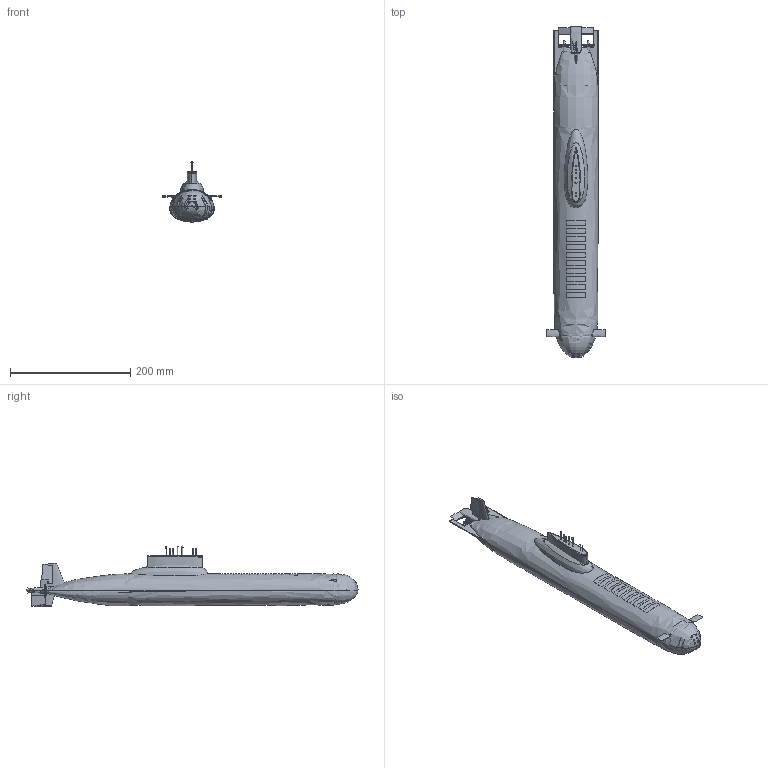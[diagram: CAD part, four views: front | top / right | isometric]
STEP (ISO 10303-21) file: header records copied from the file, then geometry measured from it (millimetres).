
FILE_DESCRIPTION(('FreeCAD Model'),'2;1');
FILE_NAME('Open CASCADE Shape Model','2025-05-05T03:28:52',('FreeCAD'),( 'FreeCAD'),'Open CASCADE STEP processor 7.6','FreeCAD','Unknown');
FILE_SCHEMA(('AUTOMOTIVE_DESIGN { 1 0 10303 214 1 1 1 1 }'));
Products named in the file (1): Open CASCADE STEP translator 7.6 1
Bounding box: 97.14 x 552.94 x 101.75 mm (x, y, z)
Volume: 10437.9 mm3; surface area: 232207.9 mm2
Topology: 19 solids, 45 shells, 382 faces, 1005 edges, 727 vertices
Faces by surface type: bspline 179, plane 159, cylinder 40, cone 2, torus 1, sphere 1
Full cylindrical faces by diameter (mm): 0.811 x1, 0.921 x1, 1.018 x1, 1.065 x1, 1.27 x2, 1.393 x1, 1.508 x1, 1.595 x1, 2 x1, 2.005 x1, 2.176 x2, 2.214 x3, 2.5 x6, 5 x2
Entity records: 86156 total; most frequent: CARTESIAN_POINT 78668, ORIENTED_EDGE 1716, EDGE_CURVE 996, DIRECTION 769, VERTEX_POINT 727, B_SPLINE_CURVE_WITH_KNOTS 714, FACE_BOUND 473, EDGE_LOOP 473
